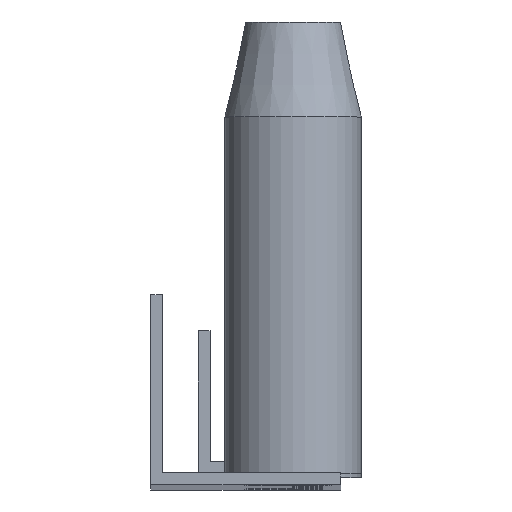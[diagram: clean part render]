
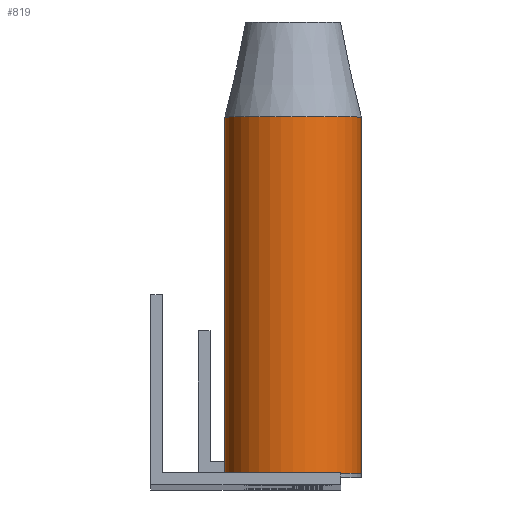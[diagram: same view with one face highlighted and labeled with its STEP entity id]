
A CAD part, top view. The second image highlights one B-rep face of the part: STEP entity #819.
In plain terms, the highlighted cylindrical face has radius 18.256 mm (diameter 36.512 mm), a full revolution.
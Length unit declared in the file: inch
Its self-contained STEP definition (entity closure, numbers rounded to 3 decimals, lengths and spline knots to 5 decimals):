
#64=CYLINDRICAL_SURFACE('',#950,0.71875);
#137=FACE_BOUND('',#348,.T.);
#187=CIRCLE('',#949,0.71875);
#188=CIRCLE('',#951,0.71875);
#231=FACE_OUTER_BOUND('',#347,.T.);
#347=EDGE_LOOP('',(#755));
#348=EDGE_LOOP('',(#756));
#496=VERTEX_POINT('',#1402);
#497=VERTEX_POINT('',#1405);
#583=EDGE_CURVE('',#496,#496,#187,.T.);
#584=EDGE_CURVE('',#497,#497,#188,.T.);
#755=ORIENTED_EDGE('',*,*,#584,.T.);
#756=ORIENTED_EDGE('',*,*,#583,.T.);
#819=ADVANCED_FACE('',(#231,#137),#64,.T.);
#949=AXIS2_PLACEMENT_3D('',#1403,#1181,#1182);
#950=AXIS2_PLACEMENT_3D('',#1404,#1183,#1184);
#951=AXIS2_PLACEMENT_3D('',#1406,#1185,#1186);
#1181=DIRECTION('center_axis',(0.,0.,1.));
#1182=DIRECTION('ref_axis',(0.,1.,0.));
#1183=DIRECTION('center_axis',(0.,0.,-1.));
#1184=DIRECTION('ref_axis',(0.,-1.,0.));
#1185=DIRECTION('center_axis',(0.,0.,-1.));
#1186=DIRECTION('ref_axis',(0.,1.,0.));
#1402=CARTESIAN_POINT('',(0.,-0.71875,-4.75));
#1403=CARTESIAN_POINT('Origin',(0.,0.,-4.75));
#1404=CARTESIAN_POINT('Origin',(0.,0.,0.));
#1405=CARTESIAN_POINT('',(0.,-0.71875,-1.));
#1406=CARTESIAN_POINT('Origin',(0.,0.,-1.));
